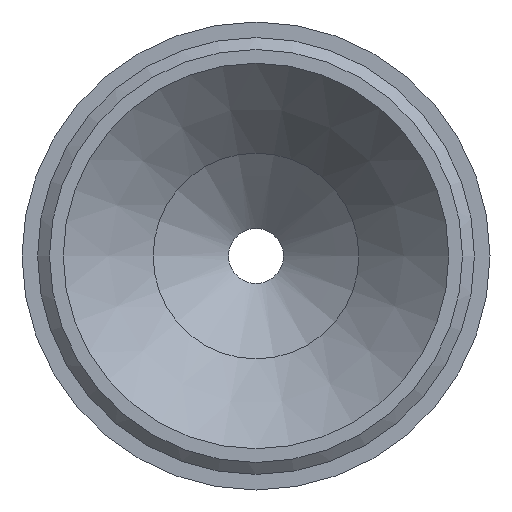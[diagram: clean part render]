
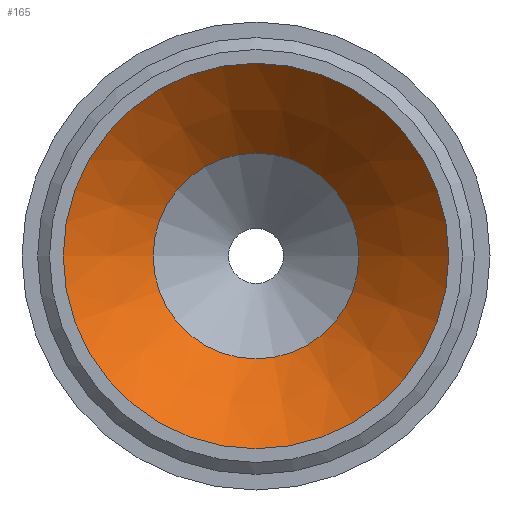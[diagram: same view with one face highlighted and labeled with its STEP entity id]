
A CAD part, front view. The second image highlights one B-rep face of the part: STEP entity #165.
In plain terms, the highlighted conical face has half-angle 44.287 degrees and reference radius 7.002 mm.
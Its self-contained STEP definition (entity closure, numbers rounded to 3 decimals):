
#19 = DIRECTION ( 'NONE',  ( 0., 1., 0. ) ) ;
#31 = CONICAL_SURFACE ( 'NONE', #110, 7.002, 0.773 ) ;
#44 = EDGE_LOOP ( 'NONE', ( #131 ) ) ;
#76 = CIRCLE ( 'NONE', #265, 3.738 ) ;
#81 = CARTESIAN_POINT ( 'NONE',  ( 0., -10.37, 0. ) ) ;
#83 = DIRECTION ( 'NONE',  ( 0., 1., 0. ) ) ;
#95 = ORIENTED_EDGE ( 'NONE', *, *, #278, .F. ) ;
#110 = AXIS2_PLACEMENT_3D ( 'NONE', #304, #218, #406 ) ;
#131 = ORIENTED_EDGE ( 'NONE', *, *, #243, .T. ) ;
#141 = VERTEX_POINT ( 'NONE', #317 ) ;
#149 = CARTESIAN_POINT ( 'NONE',  ( 0., -7.023, 0. ) ) ;
#165 = ADVANCED_FACE ( 'NONE', ( #358, #339 ), #31, .F. ) ;
#215 = VERTEX_POINT ( 'NONE', #427 ) ;
#218 = DIRECTION ( 'NONE',  ( 0., -1., 0. ) ) ;
#243 = EDGE_CURVE ( 'NONE', #215, #215, #76, .T. ) ;
#251 = DIRECTION ( 'NONE',  ( -1., 0., 0. ) ) ;
#265 = AXIS2_PLACEMENT_3D ( 'NONE', #149, #19, #373 ) ;
#278 = EDGE_CURVE ( 'NONE', #141, #141, #389, .T. ) ;
#304 = CARTESIAN_POINT ( 'NONE',  ( 0., -10.37, 0. ) ) ;
#317 = CARTESIAN_POINT ( 'NONE',  ( -7.002, -10.37, 0. ) ) ;
#339 = FACE_OUTER_BOUND ( 'NONE', #413, .T. ) ;
#358 = FACE_BOUND ( 'NONE', #44, .T. ) ;
#373 = DIRECTION ( 'NONE',  ( -1., 0., 0. ) ) ;
#377 = AXIS2_PLACEMENT_3D ( 'NONE', #81, #83, #251 ) ;
#389 = CIRCLE ( 'NONE', #377, 7.002 ) ;
#406 = DIRECTION ( 'NONE',  ( 1., 0., 0. ) ) ;
#413 = EDGE_LOOP ( 'NONE', ( #95 ) ) ;
#427 = CARTESIAN_POINT ( 'NONE',  ( -3.738, -7.023, 0. ) ) ;
